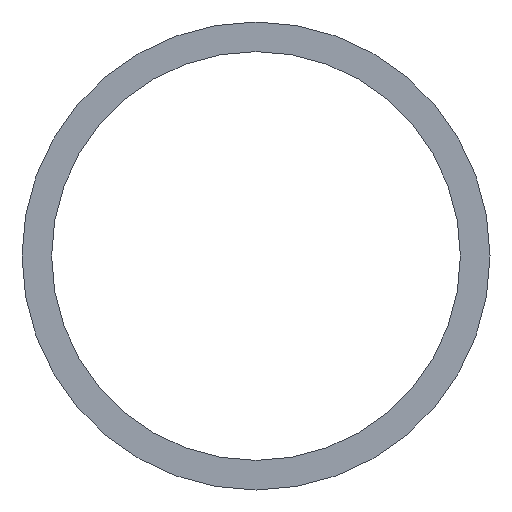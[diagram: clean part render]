
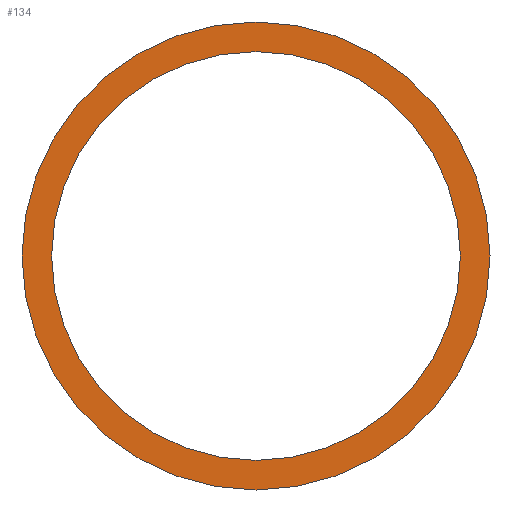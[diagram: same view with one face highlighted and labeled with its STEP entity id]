
A CAD part, front view. The second image highlights one B-rep face of the part: STEP entity #134.
In plain terms, the highlighted planar face has unit normal (0, -1, 0).
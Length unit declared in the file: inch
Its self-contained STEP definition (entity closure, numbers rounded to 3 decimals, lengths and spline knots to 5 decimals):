
#5 = EDGE_LOOP ( 'NONE', ( #190, #173 ) ) ;
#12 = CARTESIAN_POINT ( 'NONE',  ( 0., 0., 0. ) ) ;
#16 = VERTEX_POINT ( 'NONE', #168 ) ;
#23 = ORIENTED_EDGE ( 'NONE', *, *, #37, .F. ) ;
#25 = EDGE_CURVE ( 'NONE', #16, #159, #226, .T. ) ;
#35 = ORIENTED_EDGE ( 'NONE', *, *, #215, .F. ) ;
#37 = EDGE_CURVE ( 'NONE', #178, #135, #53, .T. ) ;
#48 = AXIS2_PLACEMENT_3D ( 'NONE', #149, #119, #96 ) ;
#53 = CIRCLE ( 'NONE', #48, 0.249 ) ;
#57 = DIRECTION ( 'NONE',  ( 0., 0., 1. ) ) ;
#62 = EDGE_LOOP ( 'NONE', ( #23, #35 ) ) ;
#70 = AXIS2_PLACEMENT_3D ( 'NONE', #12, #147, #136 ) ;
#74 = CARTESIAN_POINT ( 'NONE',  ( 0., 0., -0.249 ) ) ;
#79 = CARTESIAN_POINT ( 'NONE',  ( 0., 0., 0. ) ) ;
#94 = FACE_OUTER_BOUND ( 'NONE', #62, .T. ) ;
#96 = DIRECTION ( 'NONE',  ( 0., 0., 1. ) ) ;
#100 = CIRCLE ( 'NONE', #129, 0.2175 ) ;
#105 = EDGE_CURVE ( 'NONE', #159, #16, #100, .T. ) ;
#115 = DIRECTION ( 'NONE',  ( 0., 1., 0. ) ) ;
#119 = DIRECTION ( 'NONE',  ( 0., 1., 0. ) ) ;
#129 = AXIS2_PLACEMENT_3D ( 'NONE', #79, #166, #57 ) ;
#134 = ADVANCED_FACE ( 'NONE', ( #94, #210 ), #231, .F. ) ;
#135 = VERTEX_POINT ( 'NONE', #151 ) ;
#136 = DIRECTION ( 'NONE',  ( 0., 0., 1. ) ) ;
#147 = DIRECTION ( 'NONE',  ( 0., 1., 0. ) ) ;
#149 = CARTESIAN_POINT ( 'NONE',  ( 0., 0., 0. ) ) ;
#151 = CARTESIAN_POINT ( 'NONE',  ( 0., 0., 0.249 ) ) ;
#157 = CIRCLE ( 'NONE', #223, 0.249 ) ;
#159 = VERTEX_POINT ( 'NONE', #195 ) ;
#166 = DIRECTION ( 'NONE',  ( 0., 1., 0. ) ) ;
#168 = CARTESIAN_POINT ( 'NONE',  ( 0., 0., -0.2175 ) ) ;
#173 = ORIENTED_EDGE ( 'NONE', *, *, #105, .T. ) ;
#178 = VERTEX_POINT ( 'NONE', #74 ) ;
#182 = CARTESIAN_POINT ( 'NONE',  ( 0., 0., 0. ) ) ;
#190 = ORIENTED_EDGE ( 'NONE', *, *, #25, .T. ) ;
#195 = CARTESIAN_POINT ( 'NONE',  ( 0., 0., 0.2175 ) ) ;
#197 = AXIS2_PLACEMENT_3D ( 'NONE', #182, #218, #200 ) ;
#200 = DIRECTION ( 'NONE',  ( 0., 0., 1. ) ) ;
#210 = FACE_BOUND ( 'NONE', #5, .T. ) ;
#215 = EDGE_CURVE ( 'NONE', #135, #178, #157, .T. ) ;
#217 = CARTESIAN_POINT ( 'NONE',  ( 0., 0., 0. ) ) ;
#218 = DIRECTION ( 'NONE',  ( 0., 1., 0. ) ) ;
#223 = AXIS2_PLACEMENT_3D ( 'NONE', #217, #115, #239 ) ;
#226 = CIRCLE ( 'NONE', #70, 0.2175 ) ;
#231 = PLANE ( 'NONE',  #197 ) ;
#239 = DIRECTION ( 'NONE',  ( 0., 0., 1. ) ) ;
